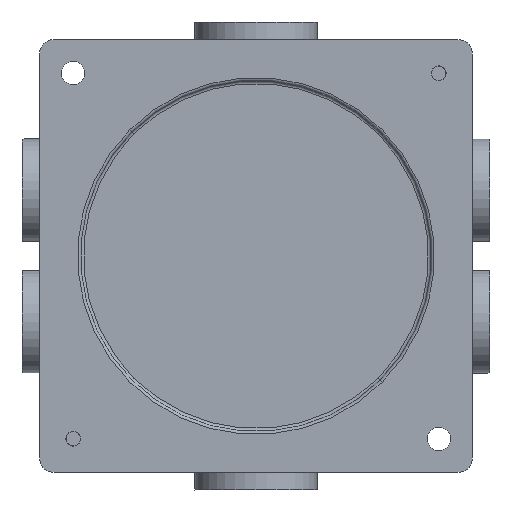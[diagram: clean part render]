
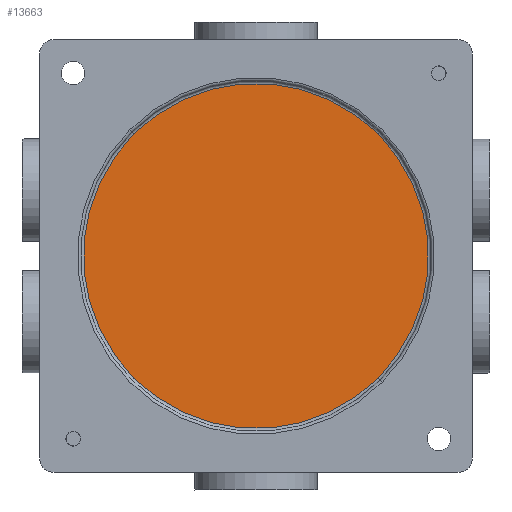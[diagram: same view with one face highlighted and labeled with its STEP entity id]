
A CAD part, front view. The second image highlights one B-rep face of the part: STEP entity #13663.
In plain terms, the highlighted planar face has unit normal (0, -1, 0).
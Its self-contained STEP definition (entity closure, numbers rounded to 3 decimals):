
#4148 = DIRECTION ( 'NONE',  ( 0., 0., -1. ) ) ;
#4221 = VERTEX_POINT ( 'NONE', #24532 ) ;
#7096 = CARTESIAN_POINT ( 'NONE',  ( 0., -41.5, -59. ) ) ;
#8964 = AXIS2_PLACEMENT_3D ( 'NONE', #14908, #22527, #17847 ) ;
#13663 = ADVANCED_FACE ( 'NONE', ( #27488 ), #29435, .T. ) ;
#14908 = CARTESIAN_POINT ( 'NONE',  ( 0., -41.5, 0. ) ) ;
#15962 = DIRECTION ( 'NONE',  ( 0., -1., 0. ) ) ;
#16262 = DIRECTION ( 'NONE',  ( 0., -1., 0. ) ) ;
#16866 = ORIENTED_EDGE ( 'NONE', *, *, #25756, .T. ) ;
#17847 = DIRECTION ( 'NONE',  ( 0., 0., -1. ) ) ;
#18292 = AXIS2_PLACEMENT_3D ( 'NONE', #30900, #16262, #4148 ) ;
#18386 = CARTESIAN_POINT ( 'NONE',  ( 0., -41.5, 0. ) ) ;
#20143 = ORIENTED_EDGE ( 'NONE', *, *, #23928, .T. ) ;
#22527 = DIRECTION ( 'NONE',  ( 0., -1., 0. ) ) ;
#23928 = EDGE_CURVE ( 'NONE', #31454, #4221, #26730, .T. ) ;
#24532 = CARTESIAN_POINT ( 'NONE',  ( 0., -41.5, 59. ) ) ;
#25405 = DIRECTION ( 'NONE',  ( 0., 0., -1. ) ) ;
#25756 = EDGE_CURVE ( 'NONE', #4221, #31454, #29326, .T. ) ;
#25821 = EDGE_LOOP ( 'NONE', ( #20143, #16866 ) ) ;
#26730 = CIRCLE ( 'NONE', #18292, 59. ) ;
#27488 = FACE_OUTER_BOUND ( 'NONE', #25821, .T. ) ;
#29326 = CIRCLE ( 'NONE', #31124, 59. ) ;
#29435 = PLANE ( 'NONE',  #8964 ) ;
#30900 = CARTESIAN_POINT ( 'NONE',  ( 0., -41.5, 0. ) ) ;
#31124 = AXIS2_PLACEMENT_3D ( 'NONE', #18386, #15962, #25405 ) ;
#31454 = VERTEX_POINT ( 'NONE', #7096 ) ;
